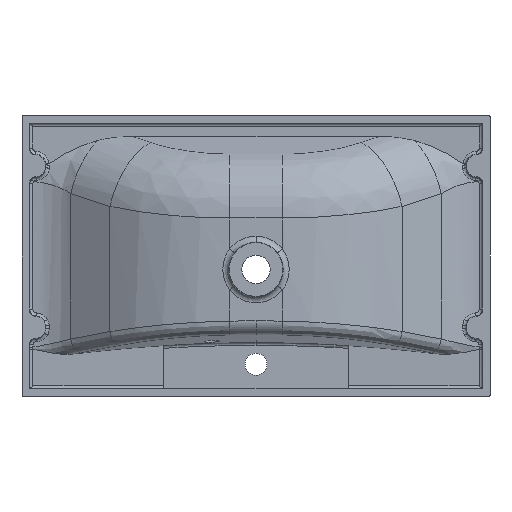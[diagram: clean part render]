
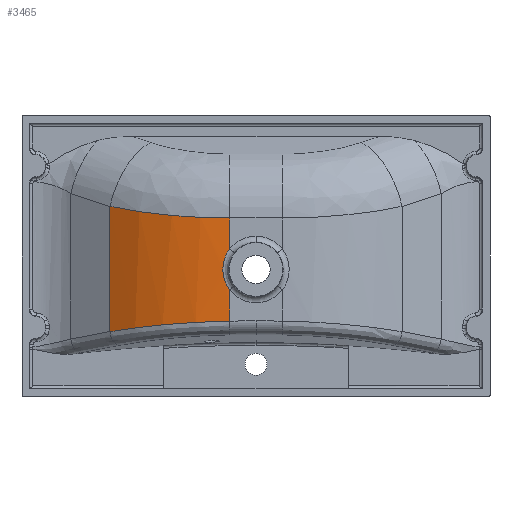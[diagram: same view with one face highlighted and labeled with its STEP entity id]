
A CAD part, front view. The second image highlights one B-rep face of the part: STEP entity #3465.
In plain terms, the highlighted cylindrical face has radius 332 mm (diameter 664 mm), a partial arc.
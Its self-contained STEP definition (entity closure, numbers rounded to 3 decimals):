
#161 = CARTESIAN_POINT ( 'NONE',  ( -49.095, -136.926, -1.62 ) ) ;
#322 = DIRECTION ( 'NONE',  ( 0., 0., -1. ) ) ;
#610 = DIRECTION ( 'NONE',  ( 0., 0., -1. ) ) ;
#665 = CARTESIAN_POINT ( 'NONE',  ( -232.513, -76.958, -127.5 ) ) ;
#871 = CARTESIAN_POINT ( 'NONE',  ( -52.347, -136.841, -14.192 ) ) ;
#892 = VERTEX_POINT ( 'NONE', #2893 ) ;
#930 = CARTESIAN_POINT ( 'NONE',  ( -52.805, -136.827, -24.333 ) ) ;
#931 = CARTESIAN_POINT ( 'NONE',  ( -42.086, -137., -103.676 ) ) ;
#1108 = CARTESIAN_POINT ( 'NONE',  ( -42.086, -137., -103.676 ) ) ;
#1170 = CARTESIAN_POINT ( 'NONE',  ( -50.64, -137., -103.817 ) ) ;
#1200 = VERTEX_POINT ( 'NONE', #7565 ) ;
#1255 = EDGE_LOOP ( 'NONE', ( #8253, #7198, #1570, #3225, #4695, #7896 ) ) ;
#1561 = CARTESIAN_POINT ( 'NONE',  ( -52.691, -136.831, -17.788 ) ) ;
#1570 = ORIENTED_EDGE ( 'NONE', *, *, #7860, .T. ) ;
#1864 = CARTESIAN_POINT ( 'NONE',  ( -76.011, -135.371, -104.62 ) ) ;
#1993 = DIRECTION ( 'NONE',  ( 0., 0., 1. ) ) ;
#1998 = CARTESIAN_POINT ( 'NONE',  ( -232.513, -76.958, -120.379 ) ) ;
#2197 = CARTESIAN_POINT ( 'NONE',  ( -45.366, -136.986, -49.014 ) ) ;
#2233 = CARTESIAN_POINT ( 'NONE',  ( -49.147, -136.926, -41.247 ) ) ;
#2297 = CARTESIAN_POINT ( 'NONE',  ( -45.369, -136.986, 6.21 ) ) ;
#2342 = EDGE_CURVE ( 'NONE', #6257, #1200, #5753, .T. ) ;
#2362 = CARTESIAN_POINT ( 'NONE',  ( -110.761, -137., 60.505 ) ) ;
#2416 = CYLINDRICAL_SURFACE ( 'NONE', #8926, 332. ) ;
#2530 = CARTESIAN_POINT ( 'NONE',  ( -181.501, -106.427, -113.039 ) ) ;
#2562 = CARTESIAN_POINT ( 'NONE',  ( -150.051, -118.962, -109.662 ) ) ;
#2893 = CARTESIAN_POINT ( 'NONE',  ( -42.086, -137., 11.001 ) ) ;
#3035 = CARTESIAN_POINT ( 'NONE',  ( -43.833, -137., 8.663 ) ) ;
#3066 = CARTESIAN_POINT ( 'NONE',  ( -51.887, -136.855, -31.473 ) ) ;
#3225 = ORIENTED_EDGE ( 'NONE', *, *, #2342, .F. ) ;
#3297 = CARTESIAN_POINT ( 'NONE',  ( -59.136, -136.67, -104.035 ) ) ;
#3403 = VECTOR ( 'NONE', #7463, 1000. ) ;
#3465 = ADVANCED_FACE ( 'NONE', ( #9362 ), #2416, .T. ) ;
#3957 = CARTESIAN_POINT ( 'NONE',  ( -146.018, -120.32, -109.282 ) ) ;
#3987 = CARTESIAN_POINT ( 'NONE',  ( -152.064, -118.262, -109.856 ) ) ;
#4026 = CARTESIAN_POINT ( 'NONE',  ( -109.305, -130.233, -106.375 ) ) ;
#4337 = CARTESIAN_POINT ( 'NONE',  ( -232.513, -76.958, 79.057 ) ) ;
#4405 = CARTESIAN_POINT ( 'NONE',  ( -42.086, -137., -53.801 ) ) ;
#4468 = CARTESIAN_POINT ( 'NONE',  ( -47.981, -136.948, 1.059 ) ) ;
#4471 = EDGE_CURVE ( 'NONE', #6257, #4479, #7760, .T. ) ;
#4479 = VERTEX_POINT ( 'NONE', #1998 ) ;
#4526 = CARTESIAN_POINT ( 'NONE',  ( -52.735, -136.829, -18.512 ) ) ;
#4581 = CARTESIAN_POINT ( 'NONE',  ( -42.086, 195., -2487.642 ) ) ;
#4583 = CARTESIAN_POINT ( 'NONE',  ( -52.573, -136.835, -27.209 ) ) ;
#4695 = ORIENTED_EDGE ( 'NONE', *, *, #4471, .T. ) ;
#4696 = CARTESIAN_POINT ( 'NONE',  ( -196.593, -98.977, -114.96 ) ) ;
#4729 = CARTESIAN_POINT ( 'NONE',  ( -162.031, -114.605, -110.859 ) ) ;
#4757 = CARTESIAN_POINT ( 'NONE',  ( -232.513, -76.958, -120.379 ) ) ;
#4864 = B_SPLINE_CURVE_WITH_KNOTS ( 'NONE', 3,
 ( #1108, #1170, #3297, #1864, #6219, #9183, #4026, #9038, #7008, #5458, #3957, #2562, #3987, #7644, #4729, #6886, #2530, #4696, #9150, #6186, #9112, #4757 ),
 .UNSPECIFIED., .F., .F.,
 ( 4, 2, 2, 2, 2, 2, 2, 2, 2, 2, 4 ),
 ( 0., 0.025, 0.051, 0.076, 0.101, 0.108, 0.114, 0.126, 0.152, 0.177, 0.202 ),
 .UNSPECIFIED. ) ;
#5060 = CARTESIAN_POINT ( 'NONE',  ( -43.833, -137., -51.463 ) ) ;
#5121 = CARTESIAN_POINT ( 'NONE',  ( -48.023, -136.95, -43.906 ) ) ;
#5218 = CARTESIAN_POINT ( 'NONE',  ( -52.792, -136.827, -19.966 ) ) ;
#5279 = CARTESIAN_POINT ( 'NONE',  ( -50.985, -136.882, -7.123 ) ) ;
#5302 = CARTESIAN_POINT ( 'NONE',  ( -42.086, -137., -2487.642 ) ) ;
#5341 = DIRECTION ( 'NONE',  ( -1., 0., 0. ) ) ;
#5458 = CARTESIAN_POINT ( 'NONE',  ( -143.998, -120.979, -109.097 ) ) ;
#5638 = CARTESIAN_POINT ( 'NONE',  ( -232.513, -76.958, 79.057 ) ) ;
#5753 =( BOUNDED_CURVE ( )  B_SPLINE_CURVE ( 3, ( #4337, #8652, #2362, #7238 ),
 .UNSPECIFIED., .F., .T. ) 
 B_SPLINE_CURVE_WITH_KNOTS ( ( 4, 4 ),
 ( 5.672, 6.283 ),
 .UNSPECIFIED. ) 
 CURVE ( )  GEOMETRIC_REPRESENTATION_ITEM ( )  RATIONAL_B_SPLINE_CURVE ( ( 1., 0.969, 0.969, 1. ) ) 
 REPRESENTATION_ITEM ( '' )  );
#5885 = CARTESIAN_POINT ( 'NONE',  ( -48.826, -136.932, -0.945 ) ) ;
#6035 = VECTOR ( 'NONE', #610, 1000. ) ;
#6186 = CARTESIAN_POINT ( 'NONE',  ( -218.477, -86.391, -118.103 ) ) ;
#6219 = CARTESIAN_POINT ( 'NONE',  ( -84.391, -134.401, -104.986 ) ) ;
#6244 = LINE ( 'NONE', #5302, #3403 ) ;
#6257 = VERTEX_POINT ( 'NONE', #5638 ) ;
#6407 = EDGE_CURVE ( 'NONE', #7671, #892, #9069, .T. ) ;
#6618 = CARTESIAN_POINT ( 'NONE',  ( -51.664, -136.862, -9.926 ) ) ;
#6654 = CARTESIAN_POINT ( 'NONE',  ( -50.904, -136.883, -35.694 ) ) ;
#6712 = CARTESIAN_POINT ( 'NONE',  ( -51.09, -136.878, -34.994 ) ) ;
#6758 = EDGE_CURVE ( 'NONE', #9033, #7671, #6244, .T. ) ;
#6886 = CARTESIAN_POINT ( 'NONE',  ( -173.805, -109.87, -112.132 ) ) ;
#7008 = CARTESIAN_POINT ( 'NONE',  ( -133.878, -124.171, -108.193 ) ) ;
#7198 = ORIENTED_EDGE ( 'NONE', *, *, #6407, .T. ) ;
#7238 = CARTESIAN_POINT ( 'NONE',  ( -42.086, -137., 60.505 ) ) ;
#7406 = CARTESIAN_POINT ( 'NONE',  ( -52.519, -136.836, -15.624 ) ) ;
#7436 = CARTESIAN_POINT ( 'NONE',  ( -51.603, -136.864, -32.887 ) ) ;
#7463 = DIRECTION ( 'NONE',  ( 0., 0., 1. ) ) ;
#7565 = CARTESIAN_POINT ( 'NONE',  ( -42.086, -137., 60.505 ) ) ;
#7644 = CARTESIAN_POINT ( 'NONE',  ( -158.067, -116.112, -110.448 ) ) ;
#7671 = VERTEX_POINT ( 'NONE', #8924 ) ;
#7760 = LINE ( 'NONE', #665, #6035 ) ;
#7826 = LINE ( 'NONE', #9158, #8614 ) ;
#7860 = EDGE_CURVE ( 'NONE', #892, #1200, #7826, .T. ) ;
#7896 = ORIENTED_EDGE ( 'NONE', *, *, #8608, .F. ) ;
#8049 = CARTESIAN_POINT ( 'NONE',  ( -50.505, -136.893, -37.09 ) ) ;
#8111 = CARTESIAN_POINT ( 'NONE',  ( -42.086, -137., 11.001 ) ) ;
#8253 = ORIENTED_EDGE ( 'NONE', *, *, #6758, .T. ) ;
#8608 = EDGE_CURVE ( 'NONE', #9033, #4479, #4864, .T. ) ;
#8614 = VECTOR ( 'NONE', #1993, 1000. ) ;
#8652 = CARTESIAN_POINT ( 'NONE',  ( -176.258, -116.349, 66.886 ) ) ;
#8843 = CARTESIAN_POINT ( 'NONE',  ( -52.806, -136.827, -20.696 ) ) ;
#8871 = CARTESIAN_POINT ( 'NONE',  ( -49.848, -136.909, -3.673 ) ) ;
#8901 = CARTESIAN_POINT ( 'NONE',  ( -47.366, -136.959, 2.367 ) ) ;
#8924 = CARTESIAN_POINT ( 'NONE',  ( -42.086, -137., -53.801 ) ) ;
#8926 = AXIS2_PLACEMENT_3D ( 'NONE', #4581, #322, #5341 ) ;
#8933 = CARTESIAN_POINT ( 'NONE',  ( -49.606, -136.915, -2.985 ) ) ;
#9033 = VERTEX_POINT ( 'NONE', #931 ) ;
#9038 = CARTESIAN_POINT ( 'NONE',  ( -125.725, -126.403, -107.54 ) ) ;
#9069 = B_SPLINE_CURVE_WITH_KNOTS ( 'NONE', 3,
 ( #4405, #5060, #2197, #5121, #2233, #9451, #8049, #6654, #6712, #7436, #3066, #4583, #930, #8843, #5218, #4526, #1561, #7406, #871, #6618, #5279, #8871, #8933, #161, #5885, #4468, #8901, #2297, #3035, #8111 ),
 .UNSPECIFIED., .F., .F.,
 ( 4, 2, 2, 2, 2, 2, 2, 2, 2, 2, 2, 2, 2, 2, 4 ),
 ( 0., 0.009, 0.017, 0.019, 0.022, 0.026, 0.035, 0.037, 0.039, 0.043, 0.052, 0.054, 0.056, 0.06, 0.069 ),
 .UNSPECIFIED. ) ;
#9112 = CARTESIAN_POINT ( 'NONE',  ( -225.572, -81.819, -119.218 ) ) ;
#9150 = CARTESIAN_POINT ( 'NONE',  ( -203.988, -94.97, -115.975 ) ) ;
#9158 = CARTESIAN_POINT ( 'NONE',  ( -42.086, -137., -2487.642 ) ) ;
#9183 = CARTESIAN_POINT ( 'NONE',  ( -101.038, -131.833, -105.864 ) ) ;
#9362 = FACE_OUTER_BOUND ( 'NONE', #1255, .T. ) ;
#9451 = CARTESIAN_POINT ( 'NONE',  ( -50.29, -136.899, -37.788 ) ) ;
